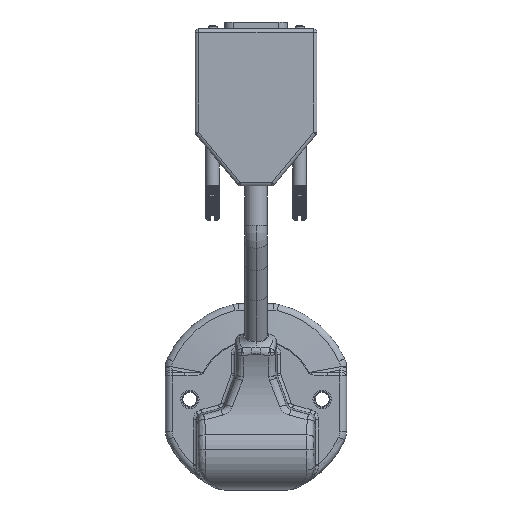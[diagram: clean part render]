
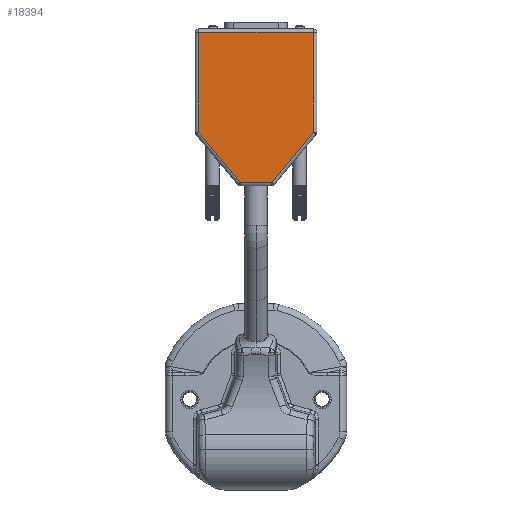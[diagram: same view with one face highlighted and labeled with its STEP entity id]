
A CAD part, top view. The second image highlights one B-rep face of the part: STEP entity #18394.
In plain terms, the highlighted planar face has unit normal (0, 0, 1).
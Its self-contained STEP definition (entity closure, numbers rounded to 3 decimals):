
#774 = LINE ( 'NONE', #2196, #14005 ) ;
#928 = VECTOR ( 'NONE', #4299, 1000. ) ;
#1047 = AXIS2_PLACEMENT_3D ( 'NONE', #17169, #13873, #3895 ) ;
#1372 = EDGE_LOOP ( 'NONE', ( #18247, #2348, #18159, #16137, #12847, #8943 ) ) ;
#1911 = LINE ( 'NONE', #3984, #19121 ) ;
#2196 = CARTESIAN_POINT ( 'NONE',  ( -16.5, 106.229, 41.696 ) ) ;
#2209 = VECTOR ( 'NONE', #13609, 1000. ) ;
#2348 = ORIENTED_EDGE ( 'NONE', *, *, #8817, .T. ) ;
#2659 = LINE ( 'NONE', #18082, #6526 ) ;
#2665 = VERTEX_POINT ( 'NONE', #3427 ) ;
#2829 = EDGE_CURVE ( 'NONE', #17599, #4683, #774, .T. ) ;
#3427 = CARTESIAN_POINT ( 'NONE',  ( 4.532, 62.229, 41.696 ) ) ;
#3895 = DIRECTION ( 'NONE',  ( 1., 0., 0. ) ) ;
#3984 = CARTESIAN_POINT ( 'NONE',  ( -17.5, 105.229, 41.696 ) ) ;
#4299 = DIRECTION ( 'NONE',  ( 0.64, 0.768, 0. ) ) ;
#4683 = VERTEX_POINT ( 'NONE', #16989 ) ;
#4741 = LINE ( 'NONE', #16730, #21419 ) ;
#4836 = VERTEX_POINT ( 'NONE', #20693 ) ;
#5540 = DIRECTION ( 'NONE',  ( 0., -1., 0. ) ) ;
#6090 = EDGE_CURVE ( 'NONE', #2665, #18480, #9711, .T. ) ;
#6460 = DIRECTION ( 'NONE',  ( 1., 0., 0. ) ) ;
#6526 = VECTOR ( 'NONE', #6460, 1000. ) ;
#6608 = LINE ( 'NONE', #20253, #2209 ) ;
#7168 = PLANE ( 'NONE',  #1047 ) ;
#7870 = EDGE_CURVE ( 'NONE', #4683, #17660, #6608, .T. ) ;
#8817 = EDGE_CURVE ( 'NONE', #4836, #17599, #1911, .T. ) ;
#8943 = ORIENTED_EDGE ( 'NONE', *, *, #6090, .T. ) ;
#9711 = LINE ( 'NONE', #17633, #928 ) ;
#11520 = CARTESIAN_POINT ( 'NONE',  ( -4.532, 62.229, 41.696 ) ) ;
#12847 = ORIENTED_EDGE ( 'NONE', *, *, #16802, .T. ) ;
#13609 = DIRECTION ( 'NONE',  ( 0.64, -0.768, 0. ) ) ;
#13873 = DIRECTION ( 'NONE',  ( 0., 0., -1. ) ) ;
#14005 = VECTOR ( 'NONE', #5540, 1000. ) ;
#15623 = FACE_OUTER_BOUND ( 'NONE', #1372, .T. ) ;
#15765 = EDGE_CURVE ( 'NONE', #18480, #4836, #4741, .T. ) ;
#16137 = ORIENTED_EDGE ( 'NONE', *, *, #7870, .T. ) ;
#16352 = CARTESIAN_POINT ( 'NONE',  ( -16.5, 105.229, 41.696 ) ) ;
#16730 = CARTESIAN_POINT ( 'NONE',  ( 16.5, 106.229, 41.696 ) ) ;
#16802 = EDGE_CURVE ( 'NONE', #17660, #2665, #2659, .T. ) ;
#16989 = CARTESIAN_POINT ( 'NONE',  ( -16.5, 76.592, 41.696 ) ) ;
#17169 = CARTESIAN_POINT ( 'NONE',  ( -17.5, 106.229, 41.696 ) ) ;
#17388 = CARTESIAN_POINT ( 'NONE',  ( 16.5, 76.592, 41.696 ) ) ;
#17599 = VERTEX_POINT ( 'NONE', #16352 ) ;
#17633 = CARTESIAN_POINT ( 'NONE',  ( 17.142, 77.361, 41.696 ) ) ;
#17660 = VERTEX_POINT ( 'NONE', #11520 ) ;
#18082 = CARTESIAN_POINT ( 'NONE',  ( -17.5, 62.229, 41.696 ) ) ;
#18159 = ORIENTED_EDGE ( 'NONE', *, *, #2829, .T. ) ;
#18247 = ORIENTED_EDGE ( 'NONE', *, *, #15765, .T. ) ;
#18392 = DIRECTION ( 'NONE',  ( 0., 1., 0. ) ) ;
#18394 = ADVANCED_FACE ( 'NONE', ( #15623 ), #7168, .F. ) ;
#18480 = VERTEX_POINT ( 'NONE', #17388 ) ;
#19000 = DIRECTION ( 'NONE',  ( -1., 0., 0. ) ) ;
#19121 = VECTOR ( 'NONE', #19000, 1000. ) ;
#20253 = CARTESIAN_POINT ( 'NONE',  ( -31.486, 94.575, 41.696 ) ) ;
#20693 = CARTESIAN_POINT ( 'NONE',  ( 16.5, 105.229, 41.696 ) ) ;
#21419 = VECTOR ( 'NONE', #18392, 1000. ) ;
